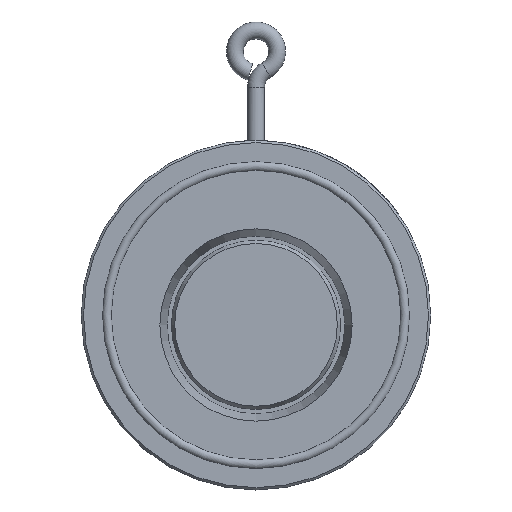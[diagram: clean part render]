
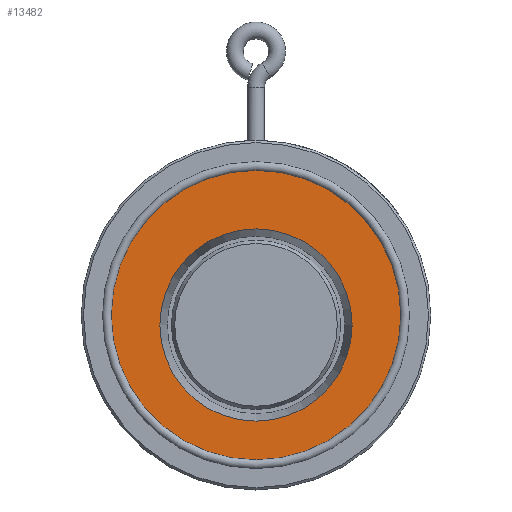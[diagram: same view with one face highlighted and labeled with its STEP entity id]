
A CAD part, top view. The second image highlights one B-rep face of the part: STEP entity #13482.
In plain terms, the highlighted planar face has unit normal (0, 0, 1).
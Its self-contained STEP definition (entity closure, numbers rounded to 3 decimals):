
#12 = EDGE_CURVE ( 'NONE', #13375, #13375, #6019, .T. ) ;
#418 = CIRCLE ( 'NONE', #12919, 51.37 ) ;
#857 = DIRECTION ( 'NONE',  ( 1., 0., 0. ) ) ;
#1089 = EDGE_LOOP ( 'NONE', ( #5539 ) ) ;
#1493 = DIRECTION ( 'NONE',  ( -1., 0., 0. ) ) ;
#1818 = FACE_OUTER_BOUND ( 'NONE', #12039, .T. ) ;
#2101 = CARTESIAN_POINT ( 'NONE',  ( 0., -3.5, 0. ) ) ;
#3340 = DIRECTION ( 'NONE',  ( 0., -1., 0. ) ) ;
#5098 = AXIS2_PLACEMENT_3D ( 'NONE', #5212, #8966, #1493 ) ;
#5212 = CARTESIAN_POINT ( 'NONE',  ( 0., 0., 0. ) ) ;
#5539 = ORIENTED_EDGE ( 'NONE', *, *, #12, .F. ) ;
#6019 = CIRCLE ( 'NONE', #15988, 34.099 ) ;
#6887 = ORIENTED_EDGE ( 'NONE', *, *, #16082, .T. ) ;
#7728 = PLANE ( 'NONE',  #5098 ) ;
#8370 = DIRECTION ( 'NONE',  ( 0., 0., 1. ) ) ;
#8966 = DIRECTION ( 'NONE',  ( 0., 0., -1. ) ) ;
#10834 = DIRECTION ( 'NONE',  ( 0., 0., 1. ) ) ;
#12039 = EDGE_LOOP ( 'NONE', ( #6887 ) ) ;
#12197 = CARTESIAN_POINT ( 'NONE',  ( 0., -37.599, 0. ) ) ;
#12300 = CARTESIAN_POINT ( 'NONE',  ( 51.37, 0., 0. ) ) ;
#12919 = AXIS2_PLACEMENT_3D ( 'NONE', #15871, #8370, #857 ) ;
#13375 = VERTEX_POINT ( 'NONE', #12197 ) ;
#13482 = ADVANCED_FACE ( 'NONE', ( #14741, #1818 ), #7728, .F. ) ;
#13927 = VERTEX_POINT ( 'NONE', #12300 ) ;
#14741 = FACE_BOUND ( 'NONE', #1089, .T. ) ;
#15871 = CARTESIAN_POINT ( 'NONE',  ( 0., 0., 0. ) ) ;
#15988 = AXIS2_PLACEMENT_3D ( 'NONE', #2101, #10834, #3340 ) ;
#16082 = EDGE_CURVE ( 'NONE', #13927, #13927, #418, .T. ) ;
